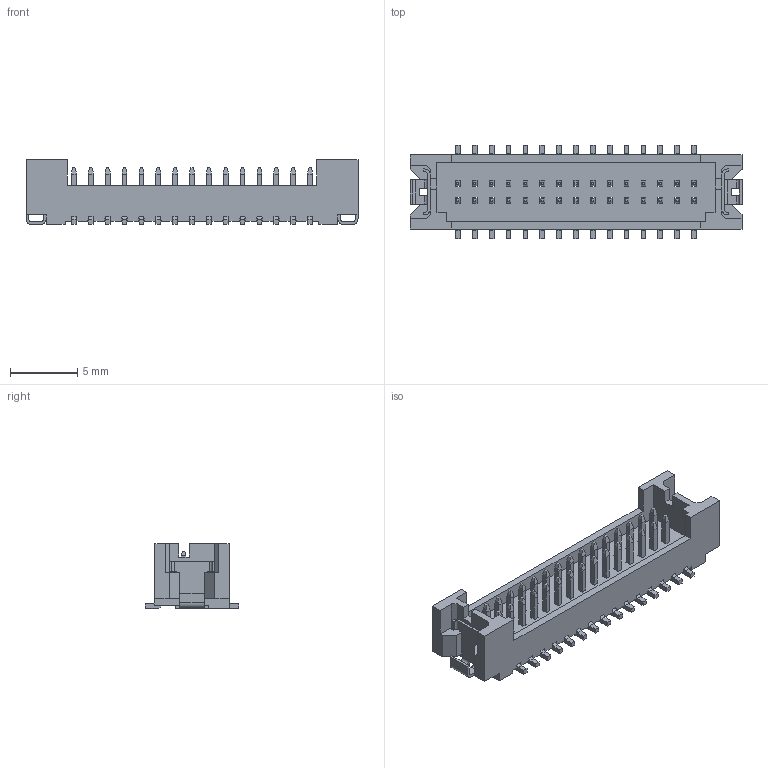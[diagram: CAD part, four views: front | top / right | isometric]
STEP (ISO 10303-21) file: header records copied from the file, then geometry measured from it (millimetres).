
FILE_DESCRIPTION(('OneSpaceDesigner STEP Export'),'2;1');
FILE_NAME('DF13A-30DP-1.25V.stp','2007-03-23T11:14:59',(''),(''),'OneSpace Designer STEP processor (Jan. 2003) for AP214(CD)(Solid Model)','OneSpace Designer 12.00 10-Sep-2003 (C) CoCreate Software GmbH','');
FILE_SCHEMA(('AUTOMOTIVE_DESIGN_CC2 {1 2 10303 214 -1 1 5 1}'));
Length unit declared in the file: millimetre
Products named in the file (2): DF13A-30DP-1.25VÈª
Assembly tree (1 placements, depth 2):
  DF13A-30DP-1.25VÈª
    DF13A-30DP-1.25VÈª
Bounding box: 24.6 x 6.9 x 4.8 mm (x, y, z)
Volume: 277.4 mm3; surface area: 887.2 mm2
Topology: 1 solids, 1 shells, 1048 faces, 2992 edges, 1852 vertices
Faces by surface type: plane 1024, cylinder 24
Entity records: 31559 total; most frequent: ORIENTED_EDGE 6104, CARTESIAN_POINT 5497, DIRECTION 4577, EDGE_CURVE 2992, VECTOR 2713, LINE 2713, VERTEX_POINT 1852, EDGE_LOOP 1078
